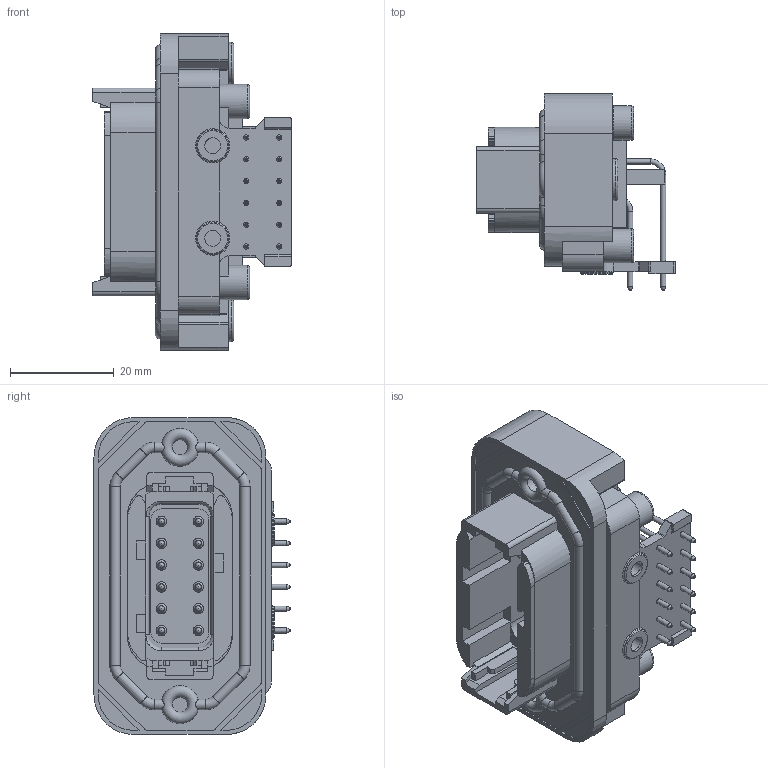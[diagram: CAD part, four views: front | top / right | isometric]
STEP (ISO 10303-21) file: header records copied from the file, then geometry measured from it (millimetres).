
FILE_DESCRIPTION(/* description */ ('STEP AP214'),/* implementation_level */ '2;1');
FILE_NAME(/* name */ 'ATM13-12PB-BM04',/* time_stamp */ '2022-10-10T19:07:29+02:00',/* author */ ('License CC BY-ND 4.0'),/* organization */ ('CADENAS'),/* preprocessor_version */ 'ST-DEVELOPER v18.102',/* originating_system */ 'PARTsolutions',/* authorisation */ ' ');
FILE_SCHEMA (('AUTOMOTIVE_DESIGN {1 0 10303 214 3 1 1}'));
Length unit declared in the file: millimetre
Products named in the file (1): ATM13-12PB-BM04
Bounding box: 38.2 x 37.75 x 61 mm (x, y, z)
Volume: 28185.5 mm3; surface area: 14151.7 mm2
Topology: 1 solids, 1 shells, 536 faces, 1465 edges, 960 vertices
Faces by surface type: plane 279, cylinder 163, torus 58, cone 24, sphere 12
Full cylindrical faces by diameter (mm): 1 x48, 3.1 x2, 3.3 x4, 3.7 x2, 6.2 x2, 6.6 x4, 8.1 x2
Entity records: 19342 total; most frequent: CARTESIAN_POINT 2872, DIRECTION 2671, ORIENTED_EDGE 2470, EDGE_CURVE 1235, AXIS2_PLACEMENT_3D 961, VERTEX_POINT 874, LINE 749, VECTOR 749
